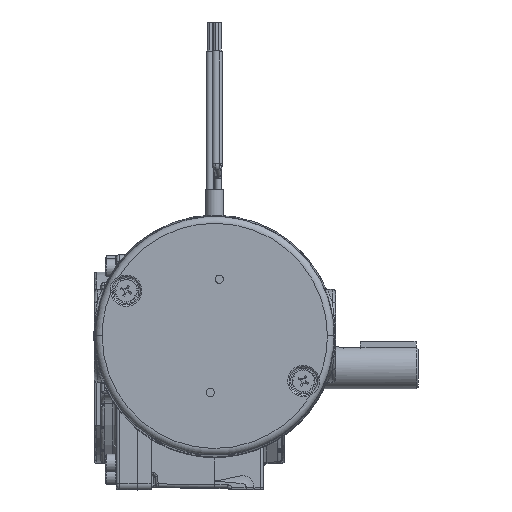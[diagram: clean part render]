
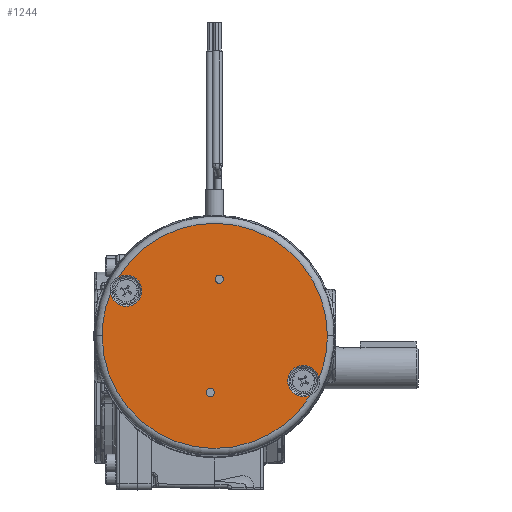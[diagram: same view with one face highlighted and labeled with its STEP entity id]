
A CAD part, top view. The second image highlights one B-rep face of the part: STEP entity #1244.
In plain terms, the highlighted planar face has unit normal (0, 0, 1).
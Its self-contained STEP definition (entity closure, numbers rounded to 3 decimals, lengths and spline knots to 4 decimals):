
#1244 = ADVANCED_FACE ( 'NONE', ( #51270, #51280, #51278 ), #26218, .F. ) ;
#2370 = EDGE_CURVE ( 'NONE', #21754, #22565, #8091, .T. ) ;
#2372 = EDGE_CURVE ( 'NONE', #21170, #40638, #8093, .T. ) ;
#2481 = EDGE_CURVE ( 'NONE', #21616, #21170, #8190, .T. ) ;
#2563 = EDGE_CURVE ( 'NONE', #22565, #21627, #8241, .T. ) ;
#2576 = EDGE_CURVE ( 'NONE', #21207, #40493, #8261, .T. ) ;
#2578 = EDGE_CURVE ( 'NONE', #22555, #22552, #8263, .T. ) ;
#2581 = EDGE_CURVE ( 'NONE', #21189, #21754, #8267, .T. ) ;
#2614 = EDGE_CURVE ( 'NONE', #21627, #21616, #8302, .T. ) ;
#2619 = EDGE_CURVE ( 'NONE', #40638, #21189, #8312, .T. ) ;
#2623 = EDGE_CURVE ( 'NONE', #22552, #22555, #8317, .T. ) ;
#2625 = EDGE_CURVE ( 'NONE', #40493, #21207, #8318, .T. ) ;
#3190 = CARTESIAN_POINT ( 'NONE',  ( 0., 0., 1.75 ) ) ;
#3191 = DIRECTION ( 'NONE',  ( 0., 0., 1. ) ) ;
#3192 = DIRECTION ( 'NONE',  ( 1., 0., 0. ) ) ;
#3221 = CARTESIAN_POINT ( 'NONE',  ( 0.0785, 0.9969, 1.75 ) ) ;
#3222 = DIRECTION ( 'NONE',  ( 0., 0., -1. ) ) ;
#3223 = DIRECTION ( 'NONE',  ( -1., 0., 0. ) ) ;
#3229 = CARTESIAN_POINT ( 'NONE',  ( -0.0785, -0.9969, 1.75 ) ) ;
#3230 = DIRECTION ( 'NONE',  ( 0., 0., -1. ) ) ;
#3231 = DIRECTION ( 'NONE',  ( 1., 0., 0. ) ) ;
#3237 = CARTESIAN_POINT ( 'NONE',  ( 0., 0., 1.75 ) ) ;
#3238 = DIRECTION ( 'NONE',  ( 0., 0., 1. ) ) ;
#3239 = DIRECTION ( 'NONE',  ( 1., 0., 0. ) ) ;
#3384 = CARTESIAN_POINT ( 'NONE',  ( 0., 0., 1.75 ) ) ;
#3385 = DIRECTION ( 'NONE',  ( 0., 0., 1. ) ) ;
#3386 = DIRECTION ( 'NONE',  ( 1., 0., 0. ) ) ;
#3400 = CARTESIAN_POINT ( 'NONE',  ( 0., 0., 1.75 ) ) ;
#3401 = DIRECTION ( 'NONE',  ( 0., 0., 1. ) ) ;
#3402 = DIRECTION ( 'NONE',  ( 1., 0., 0. ) ) ;
#3416 = CARTESIAN_POINT ( 'NONE',  ( -0.0785, -0.9969, 1.75 ) ) ;
#3417 = DIRECTION ( 'NONE',  ( 0., 0., -1. ) ) ;
#3418 = DIRECTION ( 'NONE',  ( 1., 0., 0. ) ) ;
#3427 = CARTESIAN_POINT ( 'NONE',  ( 0.0785, 0.9969, 1.75 ) ) ;
#3428 = DIRECTION ( 'NONE',  ( 0., 0., -1. ) ) ;
#3429 = DIRECTION ( 'NONE',  ( -1., 0., 0. ) ) ;
#8091 = CIRCLE ( 'NONE', #28343, 0.275 ) ;
#8093 = CIRCLE ( 'NONE', #28344, 0.275 ) ;
#8190 = CIRCLE ( 'NONE', #28377, 0.275 ) ;
#8241 = CIRCLE ( 'NONE', #28403, 1.9817 ) ;
#8261 = CIRCLE ( 'NONE', #28410, 0.074 ) ;
#8263 = CIRCLE ( 'NONE', #28412, 0.074 ) ;
#8267 = CIRCLE ( 'NONE', #28414, 1.9817 ) ;
#8302 = CIRCLE ( 'NONE', #28431, 1.9817 ) ;
#8312 = CIRCLE ( 'NONE', #28435, 1.9817 ) ;
#8317 = CIRCLE ( 'NONE', #28438, 0.074 ) ;
#8318 = CIRCLE ( 'NONE', #28439, 0.074 ) ;
#16034 = CARTESIAN_POINT ( 'NONE',  ( -1.2843, 0.7945, 1.75 ) ) ;
#16050 = CARTESIAN_POINT ( 'NONE',  ( -1.9817, 0., 1.75 ) ) ;
#16063 = CARTESIAN_POINT ( 'NONE',  ( 0.1525, 0.9969, 1.75 ) ) ;
#16386 = CARTESIAN_POINT ( 'NONE',  ( -1.6886, 1.0372, 1.75 ) ) ;
#16399 = CARTESIAN_POINT ( 'NONE',  ( 1.9817, 0., 1.75 ) ) ;
#16498 = CARTESIAN_POINT ( 'NONE',  ( 1.6886, -1.0372, 1.75 ) ) ;
#17044 = CARTESIAN_POINT ( 'NONE',  ( -0.0045, -0.9969, 1.75 ) ) ;
#17045 = CARTESIAN_POINT ( 'NONE',  ( -0.1525, -0.9969, 1.75 ) ) ;
#17050 = CARTESIAN_POINT ( 'NONE',  ( 1.8316, -0.7564, 1.75 ) ) ;
#18404 = CARTESIAN_POINT ( 'NONE',  ( 0.0045, 0.9969, 1.75 ) ) ;
#21170 = VERTEX_POINT ( 'NONE', #16034 ) ;
#21189 = VERTEX_POINT ( 'NONE', #16050 ) ;
#21207 = VERTEX_POINT ( 'NONE', #16063 ) ;
#21323 = CARTESIAN_POINT ( 'NONE',  ( -1.8316, 0.7564, 1.75 ) ) ;
#21616 = VERTEX_POINT ( 'NONE', #16386 ) ;
#21627 = VERTEX_POINT ( 'NONE', #16399 ) ;
#21754 = VERTEX_POINT ( 'NONE', #16498 ) ;
#22552 = VERTEX_POINT ( 'NONE', #17044 ) ;
#22555 = VERTEX_POINT ( 'NONE', #17045 ) ;
#22565 = VERTEX_POINT ( 'NONE', #17050 ) ;
#26214 = DIRECTION ( 'NONE',  ( 0., 0., -1. ) ) ;
#26216 = CARTESIAN_POINT ( 'NONE',  ( 0., -2.1, 1.75 ) ) ;
#26218 = PLANE ( 'NONE',  #27079 ) ;
#26220 = DIRECTION ( 'NONE',  ( 1., 0., 0. ) ) ;
#27079 = AXIS2_PLACEMENT_3D ( 'NONE', #26216, #26214, #26220 ) ;
#28343 = AXIS2_PLACEMENT_3D ( 'NONE', #57888, #57891, #57894 ) ;
#28344 = AXIS2_PLACEMENT_3D ( 'NONE', #57930, #57932, #57934 ) ;
#28377 = AXIS2_PLACEMENT_3D ( 'NONE', #59242, #59244, #59246 ) ;
#28403 = AXIS2_PLACEMENT_3D ( 'NONE', #3190, #3191, #3192 ) ;
#28410 = AXIS2_PLACEMENT_3D ( 'NONE', #3221, #3222, #3223 ) ;
#28412 = AXIS2_PLACEMENT_3D ( 'NONE', #3229, #3230, #3231 ) ;
#28414 = AXIS2_PLACEMENT_3D ( 'NONE', #3237, #3238, #3239 ) ;
#28431 = AXIS2_PLACEMENT_3D ( 'NONE', #3384, #3385, #3386 ) ;
#28435 = AXIS2_PLACEMENT_3D ( 'NONE', #3400, #3401, #3402 ) ;
#28438 = AXIS2_PLACEMENT_3D ( 'NONE', #3416, #3417, #3418 ) ;
#28439 = AXIS2_PLACEMENT_3D ( 'NONE', #3427, #3428, #3429 ) ;
#40493 = VERTEX_POINT ( 'NONE', #18404 ) ;
#40638 = VERTEX_POINT ( 'NONE', #21323 ) ;
#43778 = EDGE_LOOP ( 'NONE', ( #45271, #45266 ) ) ;
#43850 = EDGE_LOOP ( 'NONE', ( #45278, #45279 ) ) ;
#43852 = EDGE_LOOP ( 'NONE', ( #45276, #45277, #45274, #45275, #45272, #45273, #45270 ) ) ;
#45266 = ORIENTED_EDGE ( 'NONE', *, *, #2576, .T. ) ;
#45270 = ORIENTED_EDGE ( 'NONE', *, *, #2370, .T. ) ;
#45271 = ORIENTED_EDGE ( 'NONE', *, *, #2625, .T. ) ;
#45272 = ORIENTED_EDGE ( 'NONE', *, *, #2619, .T. ) ;
#45273 = ORIENTED_EDGE ( 'NONE', *, *, #2581, .T. ) ;
#45274 = ORIENTED_EDGE ( 'NONE', *, *, #2481, .T. ) ;
#45275 = ORIENTED_EDGE ( 'NONE', *, *, #2372, .T. ) ;
#45276 = ORIENTED_EDGE ( 'NONE', *, *, #2563, .T. ) ;
#45277 = ORIENTED_EDGE ( 'NONE', *, *, #2614, .T. ) ;
#45278 = ORIENTED_EDGE ( 'NONE', *, *, #2623, .T. ) ;
#45279 = ORIENTED_EDGE ( 'NONE', *, *, #2578, .T. ) ;
#51270 = FACE_BOUND ( 'NONE', #43850, .T. ) ;
#51278 = FACE_BOUND ( 'NONE', #43778, .T. ) ;
#51280 = FACE_OUTER_BOUND ( 'NONE', #43852, .T. ) ;
#57888 = CARTESIAN_POINT ( 'NONE',  ( 1.5593, -0.7945, 1.75 ) ) ;
#57891 = DIRECTION ( 'NONE',  ( 0., 0., -1. ) ) ;
#57894 = DIRECTION ( 'NONE',  ( 1., 0., 0. ) ) ;
#57930 = CARTESIAN_POINT ( 'NONE',  ( -1.5593, 0.7945, 1.75 ) ) ;
#57932 = DIRECTION ( 'NONE',  ( 0., 0., -1. ) ) ;
#57934 = DIRECTION ( 'NONE',  ( 1., 0., 0. ) ) ;
#59242 = CARTESIAN_POINT ( 'NONE',  ( -1.5593, 0.7945, 1.75 ) ) ;
#59244 = DIRECTION ( 'NONE',  ( 0., 0., -1. ) ) ;
#59246 = DIRECTION ( 'NONE',  ( 1., 0., 0. ) ) ;
